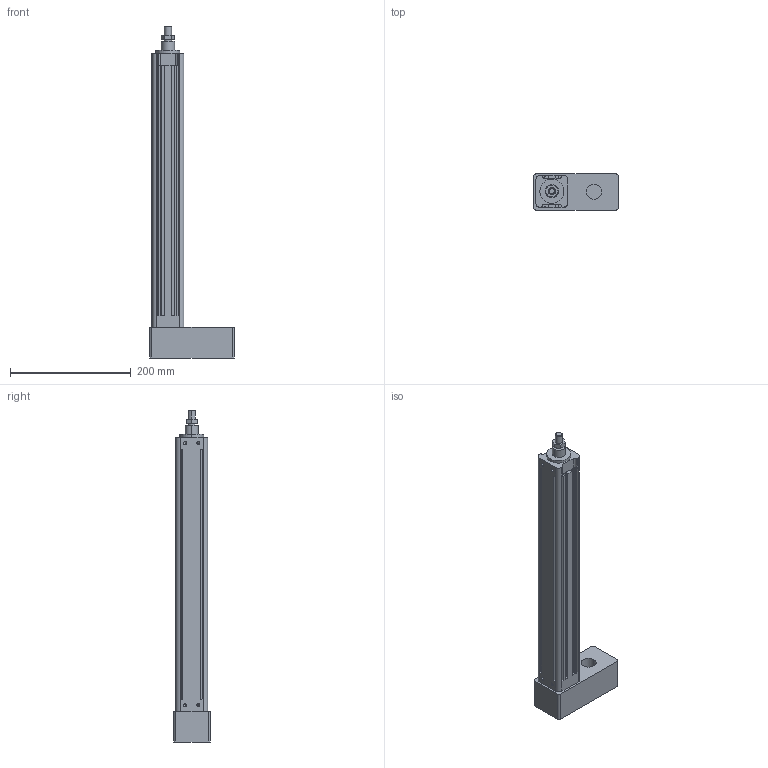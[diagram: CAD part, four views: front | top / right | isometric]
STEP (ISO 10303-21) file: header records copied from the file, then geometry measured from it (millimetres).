
FILE_DESCRIPTION (( 'STEP AP203' ), '1' );
FILE_NAME ('55詰殏殿價插唳 - 300.STEP', '2022-11-15T02:26:34', ( 'w530' ), ( '' ), 'SwSTEP 2.0', 'SolidWorks 2018', '' );
FILE_SCHEMA (( 'CONFIG_CONTROL_DESIGN' ));
Length unit declared in the file: millimetre
Products named in the file (1): 55詰殏殿價插唳 - 300
Bounding box: 140 x 60 x 551 mm (x, y, z)
Volume: 1045499.9 mm3; surface area: 243849.7 mm2
Topology: 1 solids, 6 shells, 221 faces, 580 edges, 368 vertices
Faces by surface type: plane 119, cylinder 80, cone 22
Entity records: 6735 total; most frequent: DIRECTION 1186, CARTESIAN_POINT 1150, ORIENTED_EDGE 1120, EDGE_CURVE 560, AXIS2_PLACEMENT_3D 404, LINE 378, VECTOR 378, VERTEX_POINT 368
